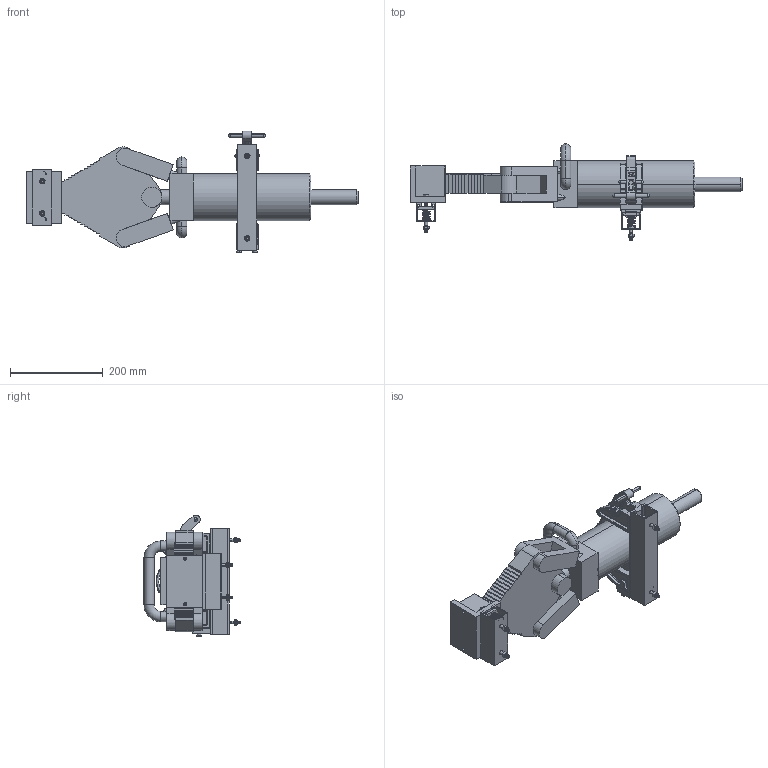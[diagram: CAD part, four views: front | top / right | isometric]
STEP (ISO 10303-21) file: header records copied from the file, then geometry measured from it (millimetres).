
FILE_DESCRIPTION (( 'STEP AP203' ), '1' );
FILE_NAME ('K5050-1PH.STEP', '2014-09-04T13:48:52', ( 'jgonzalez' ), ( '' ), 'SwSTEP 2.0', 'SolidWorks 2014', '' );
FILE_SCHEMA (( 'CONFIG_CONTROL_DESIGN' ));
Length unit declared in the file: inch
Products named in the file (18): 1006-3 (CUT); 2008 - IN USE SAM with Phoenix tool_IN USE FLARES; 2053_HFBOLT 0.25-20x1.25x0.75-C; 2002_HX-SHCS 0.25-20x0.75x0.75-N; 1026; 2011; pheonixtool; 2018_compressed; 2020-9; K5050-1PH; 2038_HBOLT 0.2500-20x1x1-N; 2020-4.75; 2069LN_MSHXNUT 0.250-20-S-N; 2074; 2035_2.75" apart; 2075; 2035_7" apart; 2073
Assembly tree (33 placements, depth 3):
  K5050-1PH
    2020-9
    2020-4.75
    2074
    2075
    2073
    2008 - IN USE SAM with Phoenix tool_IN USE FLARES
    2002_HX-SHCS 0.25-20x0.75x0.75-N  x4
    2011  x4
    2018_compressed  x4
    2035_2.75" apart
      2038_HBOLT 0.2500-20x1x1-N  x2
      2069LN_MSHXNUT 0.250-20-S-N  x2
    2035_7" apart
      2038_HBOLT 0.2500-20x1x1-N  x2
      2069LN_MSHXNUT 0.250-20-S-N  x2
    1006-3 (CUT)
    2053_HFBOLT 0.25-20x1.25x0.75-C  x2
    1026
    pheonixtool
Bounding box: 717.55 x 207.58 x 263.27 mm (x, y, z)
Volume: 5351718.6 mm3; surface area: 588430.3 mm2
Topology: 33 solids, 33 shells, 2058 faces, 5191 edges, 3219 vertices
Faces by surface type: plane 723, cylinder 605, cone 432, torus 178, bspline 104, sphere 16
Entity records: 52683 total; most frequent: CARTESIAN_POINT 15943, DIRECTION 7311, ORIENTED_EDGE 7196, EDGE_CURVE 3598, AXIS2_PLACEMENT_3D 2648, VERTEX_POINT 2254, LINE 2015, VECTOR 2015
